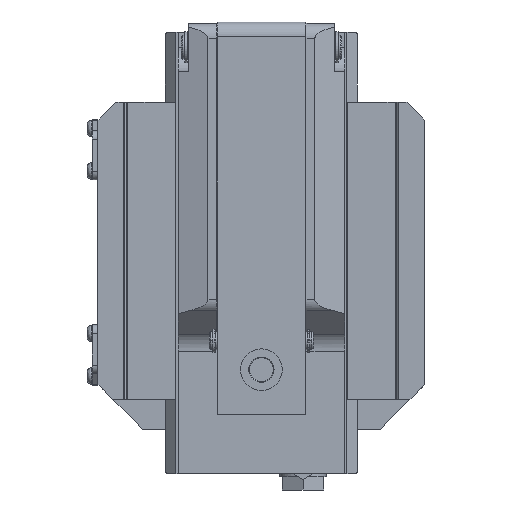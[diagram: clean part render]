
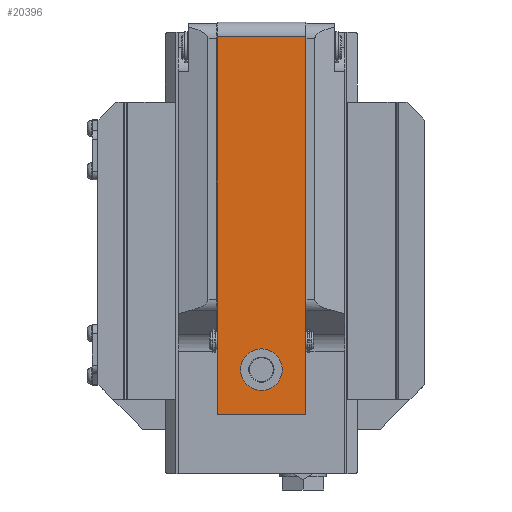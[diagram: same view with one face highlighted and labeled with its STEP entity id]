
A CAD part, left-side view. The second image highlights one B-rep face of the part: STEP entity #20396.
In plain terms, the highlighted planar face has unit normal (-1, 0, 0).
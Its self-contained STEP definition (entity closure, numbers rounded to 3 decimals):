
#5141=DIRECTION('',(0.,0.,1.));
#5142=VECTOR('',#5141,127.);
#5143=CARTESIAN_POINT('',(-121.5,14.85,-45.));
#5144=LINE('',#5143,#5142);
#5893=DIRECTION('',(0.,0.,1.));
#5894=VECTOR('',#5893,127.);
#5895=CARTESIAN_POINT('',(-121.5,-14.85,-45.));
#5896=LINE('',#5895,#5894);
#7262=CARTESIAN_POINT('',(-121.5,0.,-30.));
#7263=DIRECTION('',(-1.,0.,0.));
#7264=DIRECTION('',(0.,0.,1.));
#7265=AXIS2_PLACEMENT_3D('',#7262,#7263,#7264);
#7267=CARTESIAN_POINT('',(-121.5,0.,-30.));
#7268=DIRECTION('',(-1.,0.,0.));
#7269=DIRECTION('',(0.,0.,-1.));
#7270=AXIS2_PLACEMENT_3D('',#7267,#7268,#7269);
#7272=DIRECTION('',(0.,-1.,0.));
#7273=VECTOR('',#7272,29.7);
#7274=CARTESIAN_POINT('',(-121.5,14.85,82.));
#7275=LINE('',#7274,#7273);
#7276=DIRECTION('',(0.,1.,0.));
#7277=VECTOR('',#7276,29.7);
#7278=CARTESIAN_POINT('',(-121.5,-14.85,-45.));
#7279=LINE('',#7278,#7277);
#10590=CARTESIAN_POINT('',(-121.5,-14.85,-45.));
#10591=VERTEX_POINT('',#10590);
#10596=CARTESIAN_POINT('',(-121.5,14.85,-45.));
#10597=VERTEX_POINT('',#10596);
#10603=CARTESIAN_POINT('',(-121.5,-14.85,82.));
#10605=VERTEX_POINT('',#10603);
#10606=CARTESIAN_POINT('',(-121.5,14.85,82.));
#10607=VERTEX_POINT('',#10606);
#10904=CARTESIAN_POINT('',(-121.5,0.,-23.));
#10905=CARTESIAN_POINT('',(-121.5,0.,-37.));
#10906=VERTEX_POINT('',#10904);
#10907=VERTEX_POINT('',#10905);
#20378=CARTESIAN_POINT('',(-121.5,-14.85,-45.));
#20379=DIRECTION('',(-1.,0.,0.));
#20380=DIRECTION('',(0.,0.,1.));
#20381=AXIS2_PLACEMENT_3D('',#20378,#20379,#20380);
#20382=PLANE('',#20381);
#20383=ORIENTED_EDGE('',*,*,#20371,.T.);
#20384=ORIENTED_EDGE('',*,*,#18801,.F.);
#20386=ORIENTED_EDGE('',*,*,#20385,.T.);
#20387=ORIENTED_EDGE('',*,*,#17928,.T.);
#20388=EDGE_LOOP('',(#20383,#20384,#20386,#20387));
#20389=FACE_OUTER_BOUND('',#20388,.F.);
#20391=ORIENTED_EDGE('',*,*,#20390,.T.);
#20393=ORIENTED_EDGE('',*,*,#20392,.T.);
#20394=EDGE_LOOP('',(#20391,#20393));
#20395=FACE_BOUND('',#20394,.F.);
#20396=ADVANCED_FACE('',(#20389,#20395),#20382,.T.);
#7266=CIRCLE('',#7265,7.);
#7271=CIRCLE('',#7270,7.);
#17928=EDGE_CURVE('',#10597,#10607,#5144,.T.);
#18801=EDGE_CURVE('',#10591,#10605,#5896,.T.);
#20371=EDGE_CURVE('',#10607,#10605,#7275,.T.);
#20385=EDGE_CURVE('',#10591,#10597,#7279,.T.);
#20390=EDGE_CURVE('',#10906,#10907,#7266,.T.);
#20392=EDGE_CURVE('',#10907,#10906,#7271,.T.);
